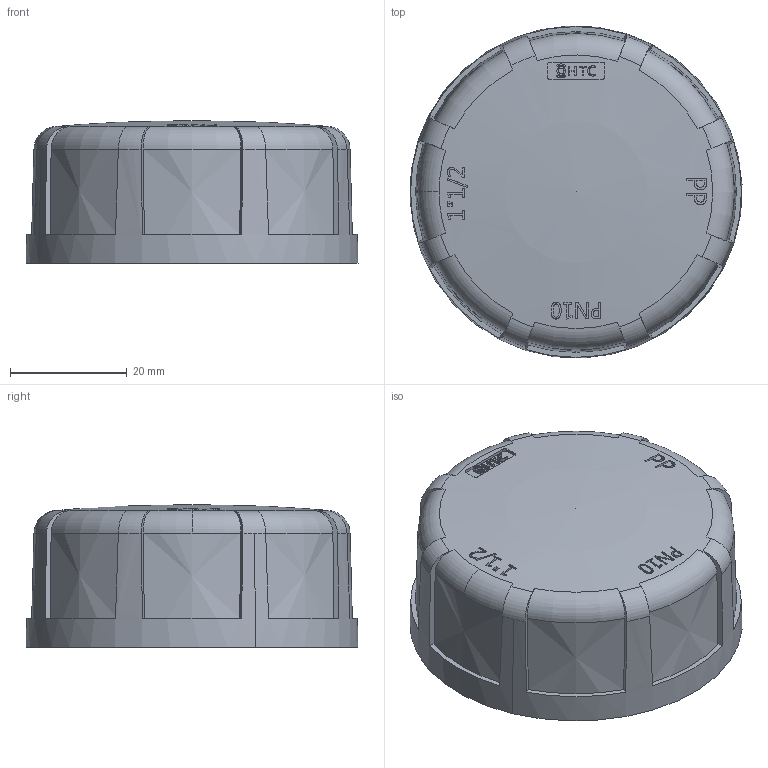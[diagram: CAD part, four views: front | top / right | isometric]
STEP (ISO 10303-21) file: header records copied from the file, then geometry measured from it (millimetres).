
FILE_DESCRIPTION (( 'STEP AP214' ), '1' );
FILE_NAME ('蚾饜极 1 1-2.STEP', '2025-07-08T05:36:52', ( '' ), ( '' ), 'SwSTEP 2.0', 'SolidWorks 2023', '' );
FILE_SCHEMA (( 'AUTOMOTIVE_DESIGN' ));
Length unit declared in the file: millimetre
Products named in the file (3): 装配体 1 1-2; 2023-091; PF0816-2
Assembly tree (2 placements, depth 2):
  装配体 1 1-2
    PF0816-2
    2023-091
Bounding box: 56.95 x 56.95 x 24.5 mm (x, y, z)
Volume: 25879.7 mm3; surface area: 16035.1 mm2
Topology: 2 solids, 2 shells, 291 faces, 763 edges, 497 vertices
Faces by surface type: plane 153, cylinder 52, bspline 31, torus 25, sphere 18, cone 12
Entity records: 11978 total; most frequent: CARTESIAN_POINT 5004, ORIENTED_EDGE 1508, DIRECTION 1366, EDGE_CURVE 754, AXIS2_PLACEMENT_3D 536, VERTEX_POINT 494, EDGE_LOOP 320, VECTOR 294
